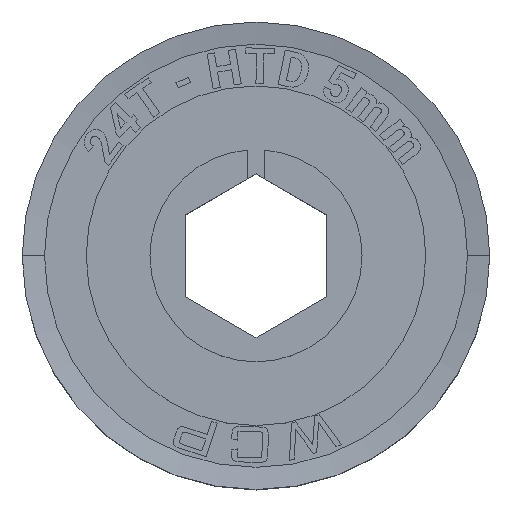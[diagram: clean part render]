
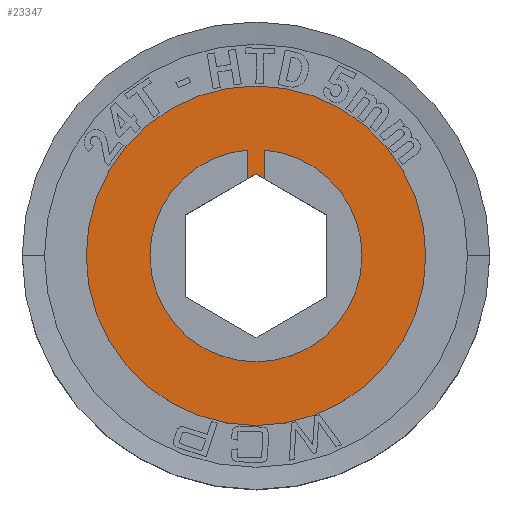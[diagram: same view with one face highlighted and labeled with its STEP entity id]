
A CAD part, top view. The second image highlights one B-rep face of the part: STEP entity #23347.
In plain terms, the highlighted planar face has unit normal (0, 0, 1).
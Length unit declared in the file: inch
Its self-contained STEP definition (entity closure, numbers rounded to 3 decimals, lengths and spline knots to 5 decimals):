
#169 = AXIS2_PLACEMENT_3D ( 'NONE', #12753, #11052, #5583 ) ;
#252 = DIRECTION ( 'NONE',  ( 1., 0., 0. ) ) ;
#286 = EDGE_CURVE ( 'NONE', #2986, #16031, #22408, .T. ) ;
#477 = EDGE_LOOP ( 'NONE', ( #22963, #20151 ) ) ;
#1235 = CARTESIAN_POINT ( 'NONE',  ( 0.03125, 0.27179, 0.42766 ) ) ;
#1414 = AXIS2_PLACEMENT_3D ( 'NONE', #11501, #18949, #21745 ) ;
#2410 = VERTEX_POINT ( 'NONE', #12261 ) ;
#2558 = CIRCLE ( 'NONE', #1414, 0.60039 ) ;
#2986 = VERTEX_POINT ( 'NONE', #12706 ) ;
#3040 = DIRECTION ( 'NONE',  ( 1., 0., 0. ) ) ;
#3134 = DIRECTION ( 'NONE',  ( 1., 0., 0. ) ) ;
#3545 = ORIENTED_EDGE ( 'NONE', *, *, #23240, .T. ) ;
#3647 = PLANE ( 'NONE',  #169 ) ;
#3903 = LINE ( 'NONE', #5482, #20719 ) ;
#4014 = VERTEX_POINT ( 'NONE', #19917 ) ;
#5341 = FACE_BOUND ( 'NONE', #21871, .T. ) ;
#5482 = CARTESIAN_POINT ( 'NONE',  ( 0.251, 0.14491, 0.42766 ) ) ;
#5531 = CARTESIAN_POINT ( 'NONE',  ( 0.60039, 0., 0.42766 ) ) ;
#5583 = DIRECTION ( 'NONE',  ( 1., 0., 0. ) ) ;
#5704 = EDGE_CURVE ( 'NONE', #23053, #16031, #3903, .T. ) ;
#5768 = ORIENTED_EDGE ( 'NONE', *, *, #5903, .F. ) ;
#5903 = EDGE_CURVE ( 'NONE', #6758, #2410, #12195, .T. ) ;
#6001 = LINE ( 'NONE', #22428, #22160 ) ;
#6758 = VERTEX_POINT ( 'NONE', #22891 ) ;
#6930 = ORIENTED_EDGE ( 'NONE', *, *, #5704, .T. ) ;
#7067 = CARTESIAN_POINT ( 'NONE',  ( -0.03125, 0.27179, 0.42766 ) ) ;
#7099 = CARTESIAN_POINT ( 'NONE',  ( -0.03125, 0.3737, 0.42766 ) ) ;
#7167 = EDGE_CURVE ( 'NONE', #16561, #4014, #2558, .T. ) ;
#7445 = ORIENTED_EDGE ( 'NONE', *, *, #14595, .F. ) ;
#7918 = CARTESIAN_POINT ( 'NONE',  ( 0., 0., 0.42766 ) ) ;
#8342 = CARTESIAN_POINT ( 'NONE',  ( 0., 0., 0.42766 ) ) ;
#8871 = CARTESIAN_POINT ( 'NONE',  ( 0., 0.28983, 0.42766 ) ) ;
#8899 = CIRCLE ( 'NONE', #21329, 0.375 ) ;
#9387 = CIRCLE ( 'NONE', #15617, 0.375 ) ;
#9756 = CIRCLE ( 'NONE', #23377, 0.60039 ) ;
#10198 = DIRECTION ( 'NONE',  ( 0., 0., 1. ) ) ;
#10378 = VECTOR ( 'NONE', #16478, 39.37008 ) ;
#10544 = EDGE_CURVE ( 'NONE', #2410, #2986, #8899, .T. ) ;
#11052 = DIRECTION ( 'NONE',  ( 0., 0., 1. ) ) ;
#11315 = CARTESIAN_POINT ( 'NONE',  ( 0., 0.28983, 0.42766 ) ) ;
#11501 = CARTESIAN_POINT ( 'NONE',  ( 0., 0., 0.42766 ) ) ;
#11508 = VERTEX_POINT ( 'NONE', #7099 ) ;
#12195 = CIRCLE ( 'NONE', #23850, 0.375 ) ;
#12261 = CARTESIAN_POINT ( 'NONE',  ( 0.375, 0., 0.42766 ) ) ;
#12268 = CARTESIAN_POINT ( 'NONE',  ( 0., 0., 0.42766 ) ) ;
#12524 = LINE ( 'NONE', #8871, #17207 ) ;
#12706 = CARTESIAN_POINT ( 'NONE',  ( 0.03125, 0.3737, 0.42766 ) ) ;
#12743 = ORIENTED_EDGE ( 'NONE', *, *, #18870, .F. ) ;
#12753 = CARTESIAN_POINT ( 'NONE',  ( 0., 0., 0.42766 ) ) ;
#13063 = DIRECTION ( 'NONE',  ( 0., 1., 0. ) ) ;
#14359 = DIRECTION ( 'NONE',  ( 0.866, 0.5, 0. ) ) ;
#14595 = EDGE_CURVE ( 'NONE', #11508, #6758, #9387, .T. ) ;
#15091 = DIRECTION ( 'NONE',  ( 0., 0., 1. ) ) ;
#15449 = VERTEX_POINT ( 'NONE', #7067 ) ;
#15617 = AXIS2_PLACEMENT_3D ( 'NONE', #8342, #18733, #252 ) ;
#16031 = VERTEX_POINT ( 'NONE', #1235 ) ;
#16478 = DIRECTION ( 'NONE',  ( 0., -1., 0. ) ) ;
#16561 = VERTEX_POINT ( 'NONE', #5531 ) ;
#16866 = ORIENTED_EDGE ( 'NONE', *, *, #286, .F. ) ;
#17207 = VECTOR ( 'NONE', #14359, 39.37008 ) ;
#18667 = CARTESIAN_POINT ( 'NONE',  ( 0.03125, 0.1407, 0.42766 ) ) ;
#18733 = DIRECTION ( 'NONE',  ( 0., 0., 1. ) ) ;
#18870 = EDGE_CURVE ( 'NONE', #15449, #11508, #6001, .T. ) ;
#18949 = DIRECTION ( 'NONE',  ( 0., 0., 1. ) ) ;
#19681 = CARTESIAN_POINT ( 'NONE',  ( 0., 0., 0.42766 ) ) ;
#19864 = ORIENTED_EDGE ( 'NONE', *, *, #10544, .F. ) ;
#19917 = CARTESIAN_POINT ( 'NONE',  ( -0.60039, 0., 0.42766 ) ) ;
#20092 = EDGE_CURVE ( 'NONE', #4014, #16561, #9756, .T. ) ;
#20151 = ORIENTED_EDGE ( 'NONE', *, *, #7167, .T. ) ;
#20719 = VECTOR ( 'NONE', #22379, 39.37008 ) ;
#21329 = AXIS2_PLACEMENT_3D ( 'NONE', #7918, #15091, #22877 ) ;
#21745 = DIRECTION ( 'NONE',  ( 1., 0., 0. ) ) ;
#21871 = EDGE_LOOP ( 'NONE', ( #7445, #12743, #3545, #6930, #16866, #19864, #5768 ) ) ;
#22160 = VECTOR ( 'NONE', #13063, 39.37008 ) ;
#22251 = FACE_OUTER_BOUND ( 'NONE', #477, .T. ) ;
#22379 = DIRECTION ( 'NONE',  ( 0.866, -0.5, 0. ) ) ;
#22408 = LINE ( 'NONE', #18667, #10378 ) ;
#22428 = CARTESIAN_POINT ( 'NONE',  ( -0.03125, 0.1407, 0.42766 ) ) ;
#22877 = DIRECTION ( 'NONE',  ( 1., 0., 0. ) ) ;
#22891 = CARTESIAN_POINT ( 'NONE',  ( -0.375, 0., 0.42766 ) ) ;
#22963 = ORIENTED_EDGE ( 'NONE', *, *, #20092, .T. ) ;
#23053 = VERTEX_POINT ( 'NONE', #11315 ) ;
#23240 = EDGE_CURVE ( 'NONE', #15449, #23053, #12524, .T. ) ;
#23347 = ADVANCED_FACE ( 'NONE', ( #5341, #22251 ), #3647, .T. ) ;
#23377 = AXIS2_PLACEMENT_3D ( 'NONE', #19681, #23554, #3134 ) ;
#23554 = DIRECTION ( 'NONE',  ( 0., 0., 1. ) ) ;
#23850 = AXIS2_PLACEMENT_3D ( 'NONE', #12268, #10198, #3040 ) ;
